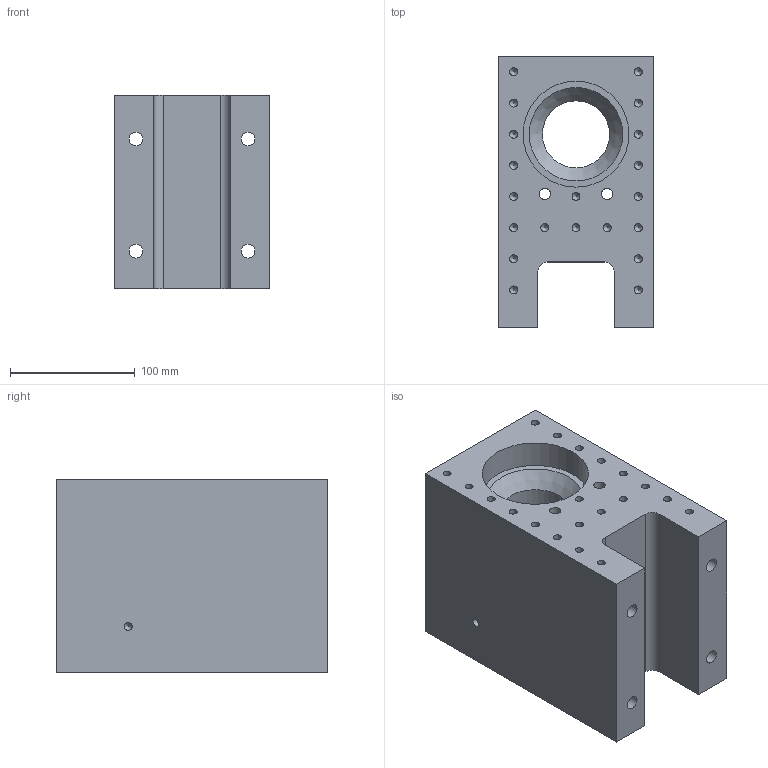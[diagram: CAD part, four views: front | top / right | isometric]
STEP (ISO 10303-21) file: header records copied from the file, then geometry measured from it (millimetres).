
FILE_DESCRIPTION(('FreeCAD Model'),'2;1');
FILE_NAME('Open CASCADE Shape Model','2025-02-17T20:34:54',(''),(''), 'Open CASCADE STEP processor 7.8','FreeCAD','Unknown');
FILE_SCHEMA(('AUTOMOTIVE_DESIGN { 1 0 10303 214 1 1 1 1 }'));
Length unit declared in the file: millimetre
Products named in the file (1): Headstock125
Bounding box: 125 x 217.5 x 155 mm (x, y, z)
Volume: 3059009 mm3; surface area: 239116.1 mm2
Topology: 1 solids, 1 shells, 78 faces, 191 edges, 119 vertices
Faces by surface type: cylinder 36, cone 25, plane 16, extrusion 1
Full cylindrical faces by diameter (mm): 6.4 x23, 9 x2, 10 x2, 11 x4, 54 x1, 85 x1, 90 x1
Entity records: 4753 total; most frequent: CARTESIAN_POINT 1083, DIRECTION 723, VECTOR 377, LINE 376, ORIENTED_EDGE 336, PCURVE 336, DEFINITIONAL_REPRESENTATION 336, EDGE_CURVE 168
